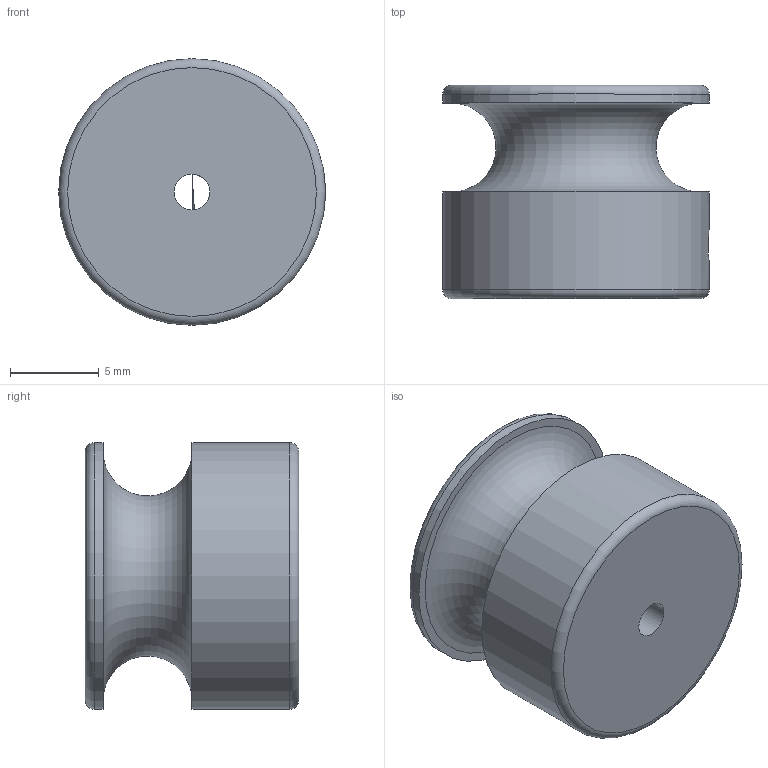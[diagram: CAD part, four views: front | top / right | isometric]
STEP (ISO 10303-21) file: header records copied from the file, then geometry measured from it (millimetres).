
FILE_DESCRIPTION((''),'2;1');
FILE_NAME('FEED DOG.STP','2016-01-06T22:27:11',(''),(''),'STEP Write','Mastercam V9 ... CNC Software, Inc.','');
FILE_SCHEMA(('CONFIG_CONTROL_DESIGN'));
Length unit declared in the file: millimetre
Bounding box: 15 x 12 x 15 mm (x, y, z)
Volume: 1576.8 mm3; surface area: 1080.2 mm2
Topology: 1 solids, 1 shells, 11 faces, 21 edges, 13 vertices
Faces by surface type: cylinder 4, plane 4, torus 3
Full cylindrical faces by diameter (mm): 2 x2, 15 x2
Entity records: 350 total; most frequent: CARTESIAN_POINT 59, DIRECTION 40, ORIENTED_EDGE 26, EDGE_LOOP 24, AXIS2_PLACEMENT_3D 20, FACE_BOUND 20, VERTEX_POINT 13, EDGE_CURVE 13
